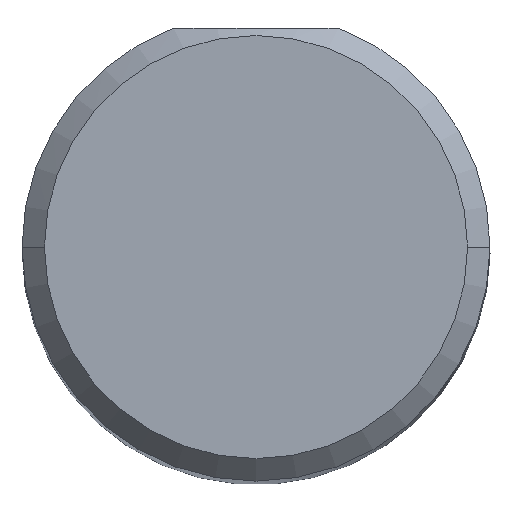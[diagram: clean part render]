
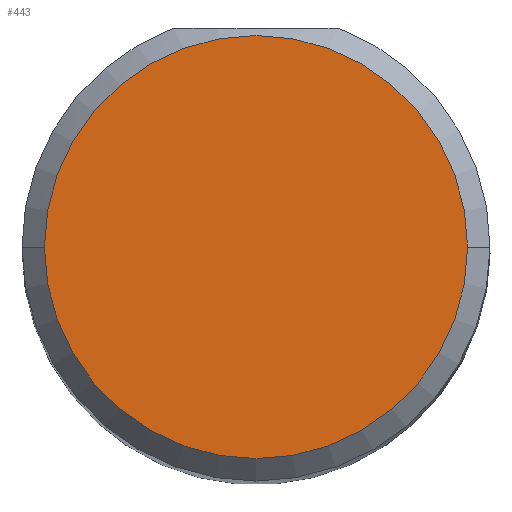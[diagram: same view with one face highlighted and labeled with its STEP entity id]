
A CAD part, top view. The second image highlights one B-rep face of the part: STEP entity #443.
In plain terms, the highlighted planar face has unit normal (0, 0, 1).
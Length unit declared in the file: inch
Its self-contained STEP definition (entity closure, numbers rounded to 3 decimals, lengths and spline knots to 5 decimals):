
#37 = ORIENTED_EDGE ( 'NONE', *, *, #40, .T. ) ;
#40 = EDGE_CURVE ( 'NONE', #79, #332, #473, .T. ) ;
#67 = AXIS2_PLACEMENT_3D ( 'NONE', #132, #214, #82 ) ;
#79 = VERTEX_POINT ( 'NONE', #345 ) ;
#82 = DIRECTION ( 'NONE',  ( 1., 0., 0. ) ) ;
#107 = PLANE ( 'NONE',  #108 ) ;
#108 = AXIS2_PLACEMENT_3D ( 'NONE', #305, #220, #388 ) ;
#132 = CARTESIAN_POINT ( 'NONE',  ( 0., 0., 2.5 ) ) ;
#209 = EDGE_CURVE ( 'NONE', #332, #79, #259, .T. ) ;
#214 = DIRECTION ( 'NONE',  ( 0., 0., 1. ) ) ;
#220 = DIRECTION ( 'NONE',  ( 0., 0., 1. ) ) ;
#224 = DIRECTION ( 'NONE',  ( 0., 0., 1. ) ) ;
#237 = AXIS2_PLACEMENT_3D ( 'NONE', #263, #224, #511 ) ;
#259 = CIRCLE ( 'NONE', #67, 0.14125 ) ;
#263 = CARTESIAN_POINT ( 'NONE',  ( 0., 0., 2.5 ) ) ;
#305 = CARTESIAN_POINT ( 'NONE',  ( 0., 0., 2.5 ) ) ;
#313 = CARTESIAN_POINT ( 'NONE',  ( -0.14125, 0., 2.5 ) ) ;
#325 = ORIENTED_EDGE ( 'NONE', *, *, #209, .T. ) ;
#332 = VERTEX_POINT ( 'NONE', #313 ) ;
#345 = CARTESIAN_POINT ( 'NONE',  ( 0.14125, 0., 2.5 ) ) ;
#388 = DIRECTION ( 'NONE',  ( 1., 0., 0. ) ) ;
#416 = EDGE_LOOP ( 'NONE', ( #325, #37 ) ) ;
#443 = ADVANCED_FACE ( 'NONE', ( #472 ), #107, .T. ) ;
#472 = FACE_OUTER_BOUND ( 'NONE', #416, .T. ) ;
#473 = CIRCLE ( 'NONE', #237, 0.14125 ) ;
#511 = DIRECTION ( 'NONE',  ( 1., 0., 0. ) ) ;
